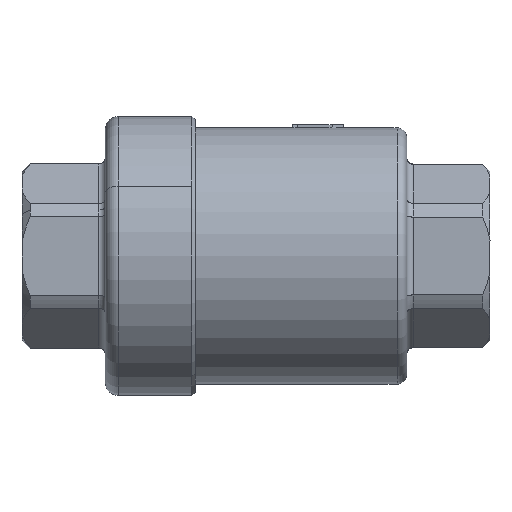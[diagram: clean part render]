
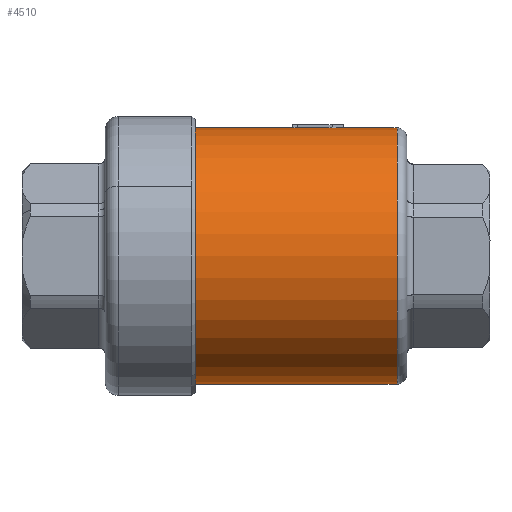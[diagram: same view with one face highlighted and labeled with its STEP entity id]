
A CAD part, left-side view. The second image highlights one B-rep face of the part: STEP entity #4510.
In plain terms, the highlighted cylindrical face has radius 20 mm (diameter 40 mm), a partial arc.
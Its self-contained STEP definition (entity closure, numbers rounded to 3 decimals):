
#14 = AXIS2_PLACEMENT_3D ( 'NONE', #1856, #1857, #1858 ) ;
#118 = AXIS2_PLACEMENT_3D ( 'NONE', #5794, #5795, #5796 ) ;
#125 = AXIS2_PLACEMENT_3D ( 'NONE', #5829, #5830, #5831 ) ;
#1324 = CARTESIAN_POINT ( 'NONE',  ( 0., -10., 20. ) ) ;
#1336 = CARTESIAN_POINT ( 'NONE',  ( -1.41, -31.361, 19.95 ) ) ;
#1354 = CARTESIAN_POINT ( 'NONE',  ( -0.81, -25.984, 19.984 ) ) ;
#1856 = CARTESIAN_POINT ( 'NONE',  ( 0., -9., 0. ) ) ;
#1857 = DIRECTION ( 'NONE',  ( 0., -1., 0. ) ) ;
#1858 = DIRECTION ( 'NONE',  ( 0., 0., 1. ) ) ;
#2189 = VERTEX_POINT ( 'NONE', #1324 ) ;
#2208 = VERTEX_POINT ( 'NONE', #1336 ) ;
#2255 = VERTEX_POINT ( 'NONE', #1354 ) ;
#3580 = VERTEX_POINT ( 'NONE', #6890 ) ;
#3581 = VERTEX_POINT ( 'NONE', #6891 ) ;
#3623 = VERTEX_POINT ( 'NONE', #6935 ) ;
#3633 = VERTEX_POINT ( 'NONE', #6950 ) ;
#3652 = VERTEX_POINT ( 'NONE', #6977 ) ;
#3672 = VERTEX_POINT ( 'NONE', #7000 ) ;
#3690 = VERTEX_POINT ( 'NONE', #7018 ) ;
#3889 = CARTESIAN_POINT ( 'NONE',  ( 0., -10., 0. ) ) ;
#3890 = DIRECTION ( 'NONE',  ( 0., 1., 0. ) ) ;
#3891 = DIRECTION ( 'NONE',  ( 0., 0., -1. ) ) ;
#4510 = ADVANCED_FACE ( 'NONE', ( #4698 ), #4699, .T. ) ;
#4698 = FACE_OUTER_BOUND ( 'NONE', #6305, .T. ) ;
#4699 = CYLINDRICAL_SURFACE ( 'NONE', #14, 20. ) ;
#4715 = CIRCLE ( 'NONE', #125, 20. ) ;
#4720 = LINE ( 'NONE', #5852, #4721 ) ;
#4721 = VECTOR ( 'NONE', #5853, 1000. ) ;
#4784 = CIRCLE ( 'NONE', #6319, 20. ) ;
#5794 = CARTESIAN_POINT ( 'NONE',  ( 0., -31.361, 0. ) ) ;
#5795 = DIRECTION ( 'NONE',  ( 0., 1., 0. ) ) ;
#5796 = DIRECTION ( 'NONE',  ( 0., 0., 1. ) ) ;
#5813 = CARTESIAN_POINT ( 'NONE',  ( -0.81, -25.25, 19.984 ) ) ;
#5814 = DIRECTION ( 'NONE',  ( 0., 1., 0. ) ) ;
#5818 = CARTESIAN_POINT ( 'NONE',  ( 0., -9., -20. ) ) ;
#5819 = DIRECTION ( 'NONE',  ( 0., -1., 0. ) ) ;
#5823 = CARTESIAN_POINT ( 'NONE',  ( 0., -9., 20. ) ) ;
#5824 = DIRECTION ( 'NONE',  ( 0., -1., 0. ) ) ;
#5825 = CARTESIAN_POINT ( 'NONE',  ( 0., -33.116, 20. ) ) ;
#5826 = CARTESIAN_POINT ( 'NONE',  ( -0.47, -32.531, 20. ) ) ;
#5827 = CARTESIAN_POINT ( 'NONE',  ( -0.94, -31.945, 19.983 ) ) ;
#5828 = CARTESIAN_POINT ( 'NONE',  ( -1.41, -31.361, 19.95 ) ) ;
#5829 = CARTESIAN_POINT ( 'NONE',  ( 0., -41.5, 0. ) ) ;
#5830 = DIRECTION ( 'NONE',  ( 0., 1., 0. ) ) ;
#5831 = DIRECTION ( 'NONE',  ( -1., 0., 0. ) ) ;
#5848 = CARTESIAN_POINT ( 'NONE',  ( -0.81, -25.984, 19.984 ) ) ;
#5849 = CARTESIAN_POINT ( 'NONE',  ( -0.869, -25.729, 19.981 ) ) ;
#5850 = CARTESIAN_POINT ( 'NONE',  ( -0.928, -25.474, 19.979 ) ) ;
#5851 = CARTESIAN_POINT ( 'NONE',  ( -0.987, -25.219, 19.976 ) ) ;
#5852 = CARTESIAN_POINT ( 'NONE',  ( 0., -9., 20. ) ) ;
#5853 = DIRECTION ( 'NONE',  ( 0., -1., 0. ) ) ;
#5854 = CARTESIAN_POINT ( 'NONE',  ( -0.987, -25.219, 19.976 ) ) ;
#5855 = CARTESIAN_POINT ( 'NONE',  ( -0.658, -25.372, 19.992 ) ) ;
#5856 = CARTESIAN_POINT ( 'NONE',  ( -0.329, -25.526, 20. ) ) ;
#5857 = CARTESIAN_POINT ( 'NONE',  ( 0., -25.68, 20. ) ) ;
#6138 = CIRCLE ( 'NONE', #118, 20. ) ;
#6142 = LINE ( 'NONE', #5813, #6144 ) ;
#6144 = VECTOR ( 'NONE', #5814, 1000. ) ;
#6145 = LINE ( 'NONE', #5818, #6147 ) ;
#6147 = VECTOR ( 'NONE', #5819, 1000. ) ;
#6148 = LINE ( 'NONE', #5823, #6150 ) ;
#6150 = VECTOR ( 'NONE', #5824, 1000. ) ;
#6305 = EDGE_LOOP ( 'NONE', ( #7235, #7234, #7233, #7232, #7231, #6678, #6791, #6685, #6691, #6785 ) ) ;
#6319 = AXIS2_PLACEMENT_3D ( 'NONE', #3889, #3890, #3891 ) ;
#6642 =( BOUNDED_CURVE ( )  B_SPLINE_CURVE ( 3, ( #5848, #5849, #5850, #5851 ),
 .UNSPECIFIED., .F., .T. ) 
 B_SPLINE_CURVE_WITH_KNOTS ( ( 4, 4 ),
 ( 1.611, 1.62 ),
 .UNSPECIFIED. ) 
 CURVE ( )  GEOMETRIC_REPRESENTATION_ITEM ( )  RATIONAL_B_SPLINE_CURVE ( ( 1., 1., 1., 1. ) ) 
 REPRESENTATION_ITEM ( '' )  );
#6644 =( BOUNDED_CURVE ( )  B_SPLINE_CURVE ( 3, ( #5825, #5826, #5827, #5828 ),
 .UNSPECIFIED., .F., .T. ) 
 B_SPLINE_CURVE_WITH_KNOTS ( ( 4, 4 ),
 ( 1.571, 1.641 ),
 .UNSPECIFIED. ) 
 CURVE ( )  GEOMETRIC_REPRESENTATION_ITEM ( )  RATIONAL_B_SPLINE_CURVE ( ( 1., 1., 1., 1. ) ) 
 REPRESENTATION_ITEM ( '' )  );
#6645 =( BOUNDED_CURVE ( )  B_SPLINE_CURVE ( 3, ( #5854, #5855, #5856, #5857 ),
 .UNSPECIFIED., .F., .T. ) 
 B_SPLINE_CURVE_WITH_KNOTS ( ( 4, 4 ),
 ( 4.663, 4.712 ),
 .UNSPECIFIED. ) 
 CURVE ( )  GEOMETRIC_REPRESENTATION_ITEM ( )  RATIONAL_B_SPLINE_CURVE ( ( 1., 1., 1., 1. ) ) 
 REPRESENTATION_ITEM ( '' )  );
#6678 = ORIENTED_EDGE ( 'NONE', *, *, #7123, .T. ) ;
#6685 = ORIENTED_EDGE ( 'NONE', *, *, #7140, .T. ) ;
#6691 = ORIENTED_EDGE ( 'NONE', *, *, #7142, .T. ) ;
#6785 = ORIENTED_EDGE ( 'NONE', *, *, #7141, .F. ) ;
#6791 = ORIENTED_EDGE ( 'NONE', *, *, #7129, .T. ) ;
#6890 = CARTESIAN_POINT ( 'NONE',  ( 0., -41.5, 20. ) ) ;
#6891 = CARTESIAN_POINT ( 'NONE',  ( 0., -25.68, 20. ) ) ;
#6935 = CARTESIAN_POINT ( 'NONE',  ( 0., -10., -20. ) ) ;
#6950 = CARTESIAN_POINT ( 'NONE',  ( -0.987, -25.219, 19.976 ) ) ;
#6977 = CARTESIAN_POINT ( 'NONE',  ( 0., -33.116, 20. ) ) ;
#7000 = CARTESIAN_POINT ( 'NONE',  ( -0.81, -31.361, 19.984 ) ) ;
#7018 = CARTESIAN_POINT ( 'NONE',  ( 0., -41.5, -20. ) ) ;
#7123 = EDGE_CURVE ( 'NONE', #2208, #3672, #6138, .T. ) ;
#7129 = EDGE_CURVE ( 'NONE', #3672, #2255, #6142, .T. ) ;
#7131 = EDGE_CURVE ( 'NONE', #3623, #3690, #6145, .T. ) ;
#7133 = EDGE_CURVE ( 'NONE', #3652, #3580, #6148, .T. ) ;
#7134 = EDGE_CURVE ( 'NONE', #3652, #2208, #6644, .T. ) ;
#7135 = EDGE_CURVE ( 'NONE', #3690, #3580, #4715, .T. ) ;
#7140 = EDGE_CURVE ( 'NONE', #2255, #3633, #6642, .T. ) ;
#7141 = EDGE_CURVE ( 'NONE', #2189, #3581, #4720, .T. ) ;
#7142 = EDGE_CURVE ( 'NONE', #3633, #3581, #6645, .T. ) ;
#7199 = EDGE_CURVE ( 'NONE', #3623, #2189, #4784, .T. ) ;
#7231 = ORIENTED_EDGE ( 'NONE', *, *, #7134, .T. ) ;
#7232 = ORIENTED_EDGE ( 'NONE', *, *, #7133, .F. ) ;
#7233 = ORIENTED_EDGE ( 'NONE', *, *, #7135, .T. ) ;
#7234 = ORIENTED_EDGE ( 'NONE', *, *, #7131, .T. ) ;
#7235 = ORIENTED_EDGE ( 'NONE', *, *, #7199, .F. ) ;
